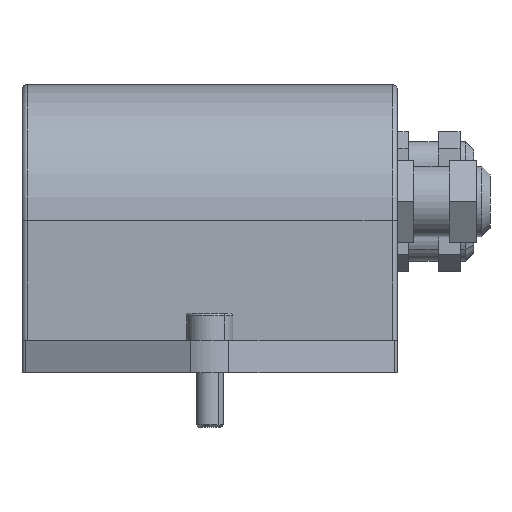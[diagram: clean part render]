
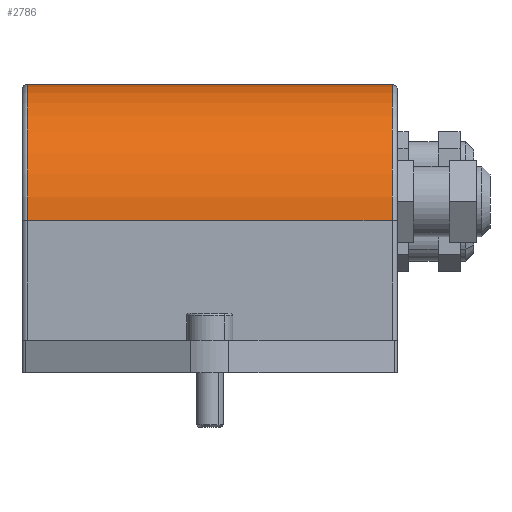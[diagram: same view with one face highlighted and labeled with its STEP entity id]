
A CAD part, left-side view. The second image highlights one B-rep face of the part: STEP entity #2786.
In plain terms, the highlighted cylindrical face has radius 25 mm (diameter 50 mm), a partial arc.
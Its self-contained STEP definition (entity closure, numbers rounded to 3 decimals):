
#2786 = ADVANCED_FACE ( 'NONE', ( #23629 ), #14783, .T. ) ;
#3453 = DIRECTION ( 'NONE',  ( 1., 0., 0. ) ) ;
#4754 = ORIENTED_EDGE ( 'NONE', *, *, #37478, .F. ) ;
#4830 = DIRECTION ( 'NONE',  ( 0., 0., -1. ) ) ;
#6146 = VERTEX_POINT ( 'NONE', #14030 ) ;
#9726 = EDGE_LOOP ( 'NONE', ( #33508, #38771, #4754, #24440 ) ) ;
#10356 = DIRECTION ( 'NONE',  ( -1., 0., 0. ) ) ;
#11652 = CARTESIAN_POINT ( 'NONE',  ( -33.6, 0., 173.701 ) ) ;
#14030 = CARTESIAN_POINT ( 'NONE',  ( -33.6, 0., 28.6 ) ) ;
#14204 = VERTEX_POINT ( 'NONE', #27404 ) ;
#14783 = CYLINDRICAL_SURFACE ( 'NONE', #37536, 25. ) ;
#15568 = VERTEX_POINT ( 'NONE', #45578 ) ;
#17401 = DIRECTION ( 'NONE',  ( 0., 0., -1. ) ) ;
#19145 = EDGE_CURVE ( 'NONE', #6146, #15568, #40025, .T. ) ;
#19427 = CARTESIAN_POINT ( 'NONE',  ( -8.6, 25., 75.163 ) ) ;
#22435 = EDGE_CURVE ( 'NONE', #44443, #14204, #29194, .T. ) ;
#23629 = FACE_OUTER_BOUND ( 'NONE', #9726, .T. ) ;
#24181 = CARTESIAN_POINT ( 'NONE',  ( -8.6, 0., 28.6 ) ) ;
#24440 = ORIENTED_EDGE ( 'NONE', *, *, #19145, .T. ) ;
#24926 = CARTESIAN_POINT ( 'NONE',  ( -8.6, 0., 75.163 ) ) ;
#24979 = LINE ( 'NONE', #19427, #33309 ) ;
#27404 = CARTESIAN_POINT ( 'NONE',  ( -33.6, 0., -38.4 ) ) ;
#28724 = DIRECTION ( 'NONE',  ( 0., 0., 1. ) ) ;
#29194 = CIRCLE ( 'NONE', #37033, 25. ) ;
#31028 = AXIS2_PLACEMENT_3D ( 'NONE', #24181, #17401, #38722 ) ;
#31750 = DIRECTION ( 'NONE',  ( 0., 0., -1. ) ) ;
#33309 = VECTOR ( 'NONE', #43962, 1000. ) ;
#33508 = ORIENTED_EDGE ( 'NONE', *, *, #39215, .T. ) ;
#35150 = CARTESIAN_POINT ( 'NONE',  ( -8.6, 25., -38.4 ) ) ;
#35605 = VECTOR ( 'NONE', #4830, 1000. ) ;
#37033 = AXIS2_PLACEMENT_3D ( 'NONE', #42776, #28724, #3453 ) ;
#37478 = EDGE_CURVE ( 'NONE', #6146, #14204, #44988, .T. ) ;
#37536 = AXIS2_PLACEMENT_3D ( 'NONE', #24926, #31750, #10356 ) ;
#38722 = DIRECTION ( 'NONE',  ( 0., -1., 0. ) ) ;
#38771 = ORIENTED_EDGE ( 'NONE', *, *, #22435, .T. ) ;
#39215 = EDGE_CURVE ( 'NONE', #15568, #44443, #24979, .T. ) ;
#40025 = CIRCLE ( 'NONE', #31028, 25. ) ;
#42776 = CARTESIAN_POINT ( 'NONE',  ( -8.6, 0., -38.4 ) ) ;
#43962 = DIRECTION ( 'NONE',  ( 0., 0., -1. ) ) ;
#44443 = VERTEX_POINT ( 'NONE', #35150 ) ;
#44988 = LINE ( 'NONE', #11652, #35605 ) ;
#45578 = CARTESIAN_POINT ( 'NONE',  ( -8.6, 25., 28.6 ) ) ;
